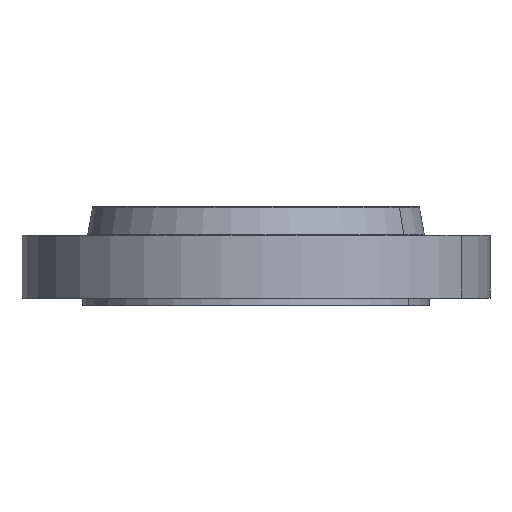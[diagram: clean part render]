
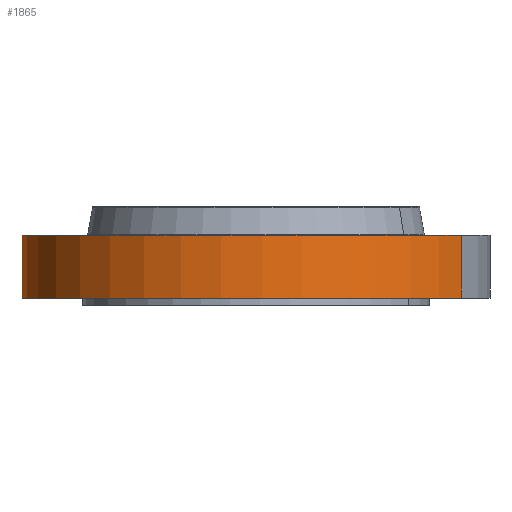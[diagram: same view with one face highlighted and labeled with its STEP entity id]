
A CAD part, left-side view. The second image highlights one B-rep face of the part: STEP entity #1865.
In plain terms, the highlighted cylindrical face has radius 520.7 mm (diameter 1041.4 mm), a partial arc.
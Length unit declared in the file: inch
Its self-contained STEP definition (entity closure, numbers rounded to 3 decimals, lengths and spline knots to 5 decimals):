
#1522=AXIS2_PLACEMENT_3D('Circle Axis2P3D',#1520,#1521,$) ;
#1826=AXIS2_PLACEMENT_3D('Cylinder Axis2P3D',#1823,#1824,#1825) ;
#1856=AXIS2_PLACEMENT_3D('Circle Axis2P3D',#1854,#1855,$) ;
#1520=CARTESIAN_POINT('Axis2P3D Location',(0.,0.,0.)) ;
#1524=CARTESIAN_POINT('Vertex',(-9.82822,-17.99044,0.)) ;
#1526=CARTESIAN_POINT('Vertex',(9.82822,17.99044,0.)) ;
#1823=CARTESIAN_POINT('Axis2P3D Location',(0.,0.,3.6875)) ;
#1828=CARTESIAN_POINT('Line Origine',(9.82822,17.99044,2.75)) ;
#1832=CARTESIAN_POINT('Vertex',(9.82822,17.99044,5.5)) ;
#1839=CARTESIAN_POINT('Vertex',(-9.82822,-17.99044,5.5)) ;
#1842=CARTESIAN_POINT('Line Origine',(-9.82822,-17.99044,2.75)) ;
#1854=CARTESIAN_POINT('Axis2P3D Location',(0.,0.,5.5)) ;
#1521=DIRECTION('Axis2P3D Direction',(0.,0.,-0.039)) ;
#1824=DIRECTION('Axis2P3D Direction',(0.,0.,-0.039)) ;
#1825=DIRECTION('Axis2P3D XDirection',(-0.019,-0.035,0.)) ;
#1829=DIRECTION('Vector Direction',(0.,0.,-0.039)) ;
#1843=DIRECTION('Vector Direction',(0.,0.,-0.039)) ;
#1855=DIRECTION('Axis2P3D Direction',(0.,0.,-0.039)) ;
#1830=VECTOR('Line Direction',#1829,0.03937) ;
#1844=VECTOR('Line Direction',#1843,0.03937) ;
#1860=ORIENTED_EDGE('',*,*,#1528,.F.) ;
#1861=ORIENTED_EDGE('',*,*,#1846,.T.) ;
#1862=ORIENTED_EDGE('',*,*,#1858,.T.) ;
#1863=ORIENTED_EDGE('',*,*,#1834,.F.) ;
#1865=ADVANCED_FACE('PartBody',(#1864),#1827,.T.) ;
#1523=CIRCLE('generated circle',#1522,20.5) ;
#1857=CIRCLE('generated circle',#1856,20.5) ;
#1827=CYLINDRICAL_SURFACE('generated cylinder',#1826,20.5) ;
#1528=EDGE_CURVE('',#1525,#1527,#1523,.T.) ;
#1834=EDGE_CURVE('',#1527,#1833,#1831,.F.) ;
#1846=EDGE_CURVE('',#1525,#1840,#1845,.F.) ;
#1858=EDGE_CURVE('',#1840,#1833,#1857,.T.) ;
#1859=EDGE_LOOP('',(#1860,#1861,#1862,#1863)) ;
#1864=FACE_OUTER_BOUND('',#1859,.T.) ;
#1831=LINE('Line',#1828,#1830) ;
#1845=LINE('Line',#1842,#1844) ;
#1525=VERTEX_POINT('',#1524) ;
#1527=VERTEX_POINT('',#1526) ;
#1833=VERTEX_POINT('',#1832) ;
#1840=VERTEX_POINT('',#1839) ;
